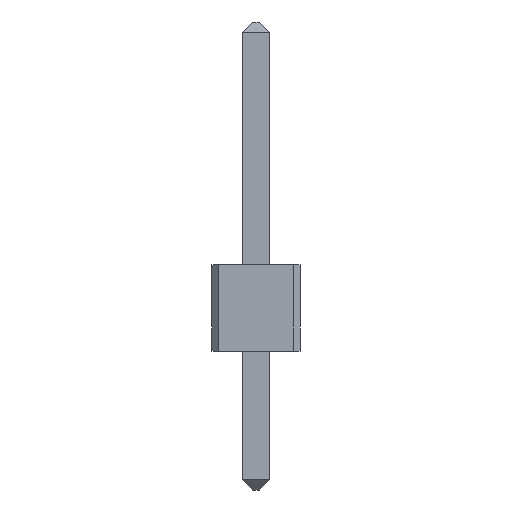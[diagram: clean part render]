
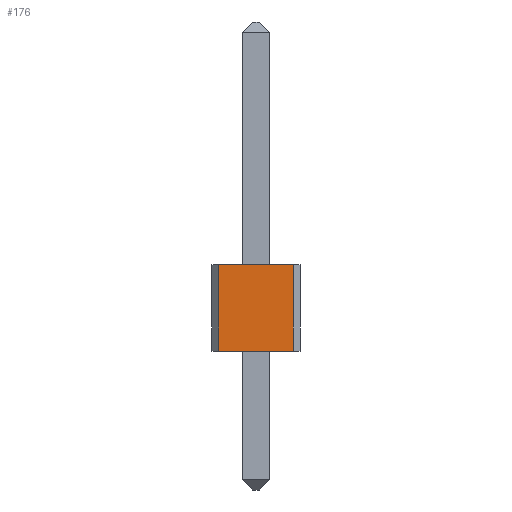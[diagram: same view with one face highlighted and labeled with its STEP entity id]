
A CAD part, front view. The second image highlights one B-rep face of the part: STEP entity #176.
In plain terms, the highlighted planar face has unit normal (0, -1, 0).
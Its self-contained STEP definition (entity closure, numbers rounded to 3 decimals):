
#176=ADVANCED_FACE('',(#307),#308,.F.);
#307=FACE_OUTER_BOUND('',#407,.T.);
#308=PLANE('',#408);
#407=EDGE_LOOP('',(#639,#640,#641,#642));
#408=AXIS2_PLACEMENT_3D('',#643,#644,#645);
#639=ORIENTED_EDGE('',*,*,#741,.F.);
#640=ORIENTED_EDGE('',*,*,#669,.T.);
#641=ORIENTED_EDGE('',*,*,#737,.T.);
#642=ORIENTED_EDGE('',*,*,#662,.T.);
#643=CARTESIAN_POINT('',(22.46,-1.27,15.139));
#644=DIRECTION('',(0.0,1.0,0.0));
#645=DIRECTION('',(0.0,0.0,1.0));
#662=EDGE_CURVE('',#760,#757,#761,.T.);
#669=EDGE_CURVE('',#767,#771,#773,.T.);
#737=EDGE_CURVE('',#771,#760,#869,.T.);
#741=EDGE_CURVE('',#767,#757,#873,.T.);
#757=VERTEX_POINT('',#893);
#760=VERTEX_POINT('',#897);
#761=LINE('',#898,#899);
#767=VERTEX_POINT('',#907);
#771=VERTEX_POINT('',#913);
#773=LINE('',#916,#917);
#869=LINE('',#1060,#1061);
#873=LINE('',#1067,#1068);
#893=CARTESIAN_POINT('',(24.8,-1.27,15.139));
#897=CARTESIAN_POINT('',(24.8,-1.27,12.639));
#898=CARTESIAN_POINT('',(24.8,-1.27,15.139));
#899=VECTOR('',#1080,1.0);
#907=CARTESIAN_POINT('',(22.66,-1.27,15.139));
#913=CARTESIAN_POINT('',(22.66,-1.27,12.639));
#916=CARTESIAN_POINT('',(22.66,-1.27,15.139));
#917=VECTOR('',#1086,1.0);
#1060=CARTESIAN_POINT('',(22.46,-1.27,12.639));
#1061=VECTOR('',#1134,1.0);
#1067=CARTESIAN_POINT('',(22.46,-1.27,15.139));
#1068=VECTOR('',#1137,1.0);
#1080=DIRECTION('',(0.0,0.0,1.0));
#1086=DIRECTION('',(0.0,0.0,-1.0));
#1134=DIRECTION('',(1.0,0.0,0.0));
#1137=DIRECTION('',(1.0,0.0,0.0));
